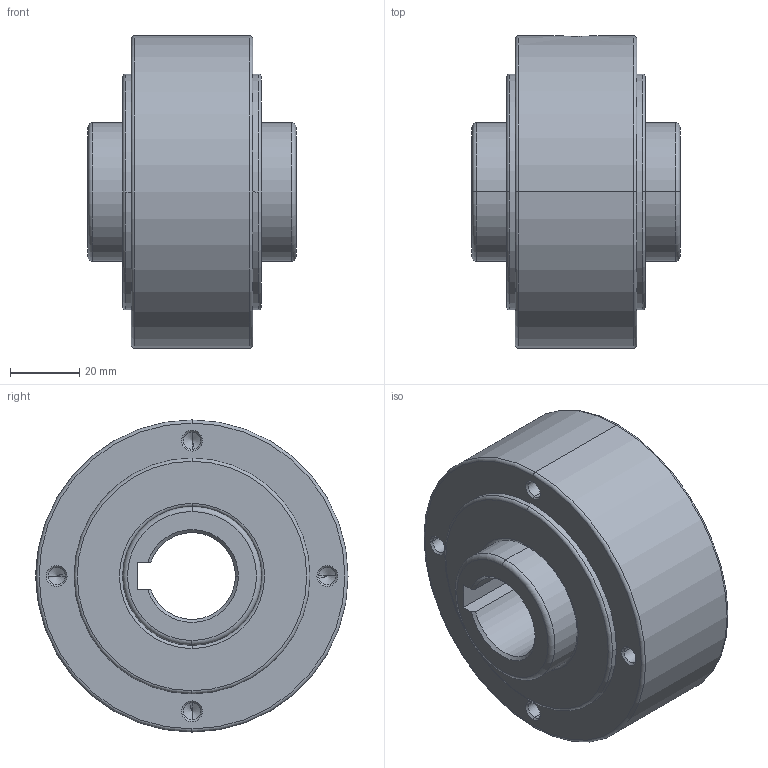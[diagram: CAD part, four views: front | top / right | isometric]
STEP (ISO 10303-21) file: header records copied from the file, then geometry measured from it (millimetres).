
FILE_DESCRIPTION(('STEP AP214'),'1');
FILE_NAME('glg_25.stp','2019-09-14T12:02:32',('TraceParts'),('TraceParts S.A.'),'Spatial InterOp 3D',' ',' ');
FILE_SCHEMA(('AUTOMOTIVE_DESIGN { 1 0 10303 214 1 1 1 1 }'));
Length unit declared in the file: millimetre
Products named in the file (1): glg_25
Bounding box: 60 x 90 x 90 mm (x, y, z)
Volume: 232248.4 mm3; surface area: 34006.6 mm2
Topology: 1 solids, 5 shells, 163 faces, 386 edges, 235 vertices
Faces by surface type: cylinder 60, cone 52, plane 27, torus 24
Entity records: 4740 total; most frequent: DIRECTION 923, CARTESIAN_POINT 844, ORIENTED_EDGE 740, AXIS2_PLACEMENT_3D 396, EDGE_CURVE 370, VERTEX_POINT 235, CIRCLE 232, EDGE_LOOP 191
